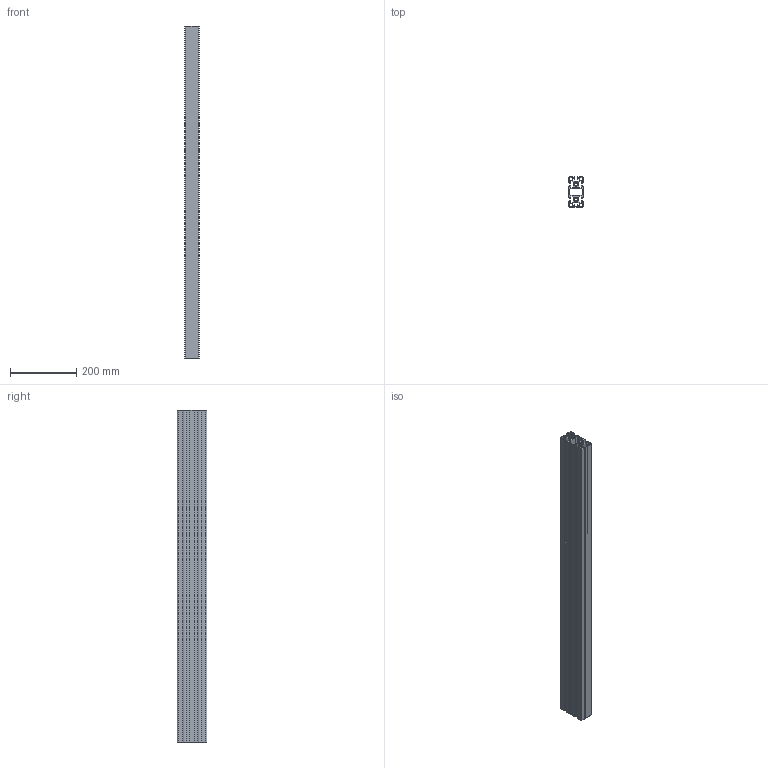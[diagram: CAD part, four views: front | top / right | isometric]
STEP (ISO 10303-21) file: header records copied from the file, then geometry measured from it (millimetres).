
FILE_DESCRIPTION(/* description */ ('Titel eingeben'),/* implementation_level */ '2;1');
FILE_NAME(/* name */ '80068_KriTec_Profil_10_90x45_1N_leicht.stp',/* time_stamp */ '2017-10-23T14:42:39+02:00',/* author */ ('Steiner'),/* organization */ (''),/* preprocessor_version */ 'ST-DEVELOPER v16.1',/* originating_system */ 'Autodesk Inventor 2016',/* authorisation */ '');
FILE_SCHEMA (('CONFIG_CONTROL_DESIGN'));
Length unit declared in the file: millimetre
Products named in the file (1): 80068_KriTec_Profil_10_90x45_1N_leicht
Bounding box: 45 x 90 x 1000 mm (x, y, z)
Volume: 1129254.4 mm3; surface area: 1001610 mm2
Topology: 1 solids, 1 shells, 218 faces, 648 edges, 432 vertices
Faces by surface type: plane 172, cylinder 46
Entity records: 7300 total; most frequent: CARTESIAN_POINT 1299, ORIENTED_EDGE 1296, DIRECTION 1178, EDGE_CURVE 648, LINE 556, VECTOR 556, VERTEX_POINT 432, AXIS2_PLACEMENT_3D 311
